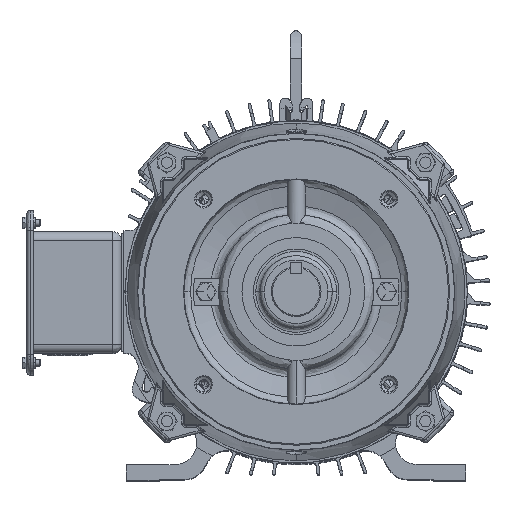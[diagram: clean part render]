
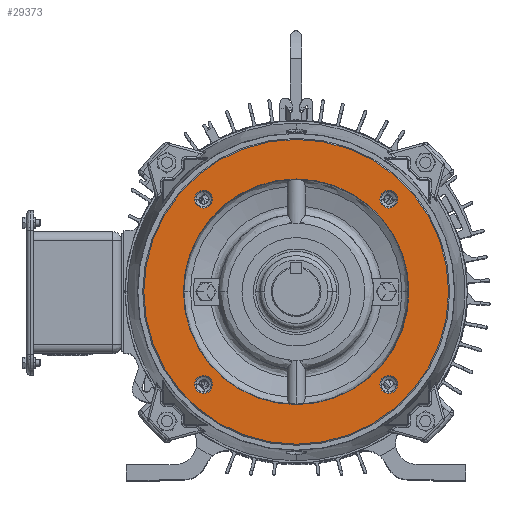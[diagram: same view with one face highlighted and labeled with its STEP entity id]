
A CAD part, top view. The second image highlights one B-rep face of the part: STEP entity #29373.
In plain terms, the highlighted planar face has unit normal (0, 0, 1).
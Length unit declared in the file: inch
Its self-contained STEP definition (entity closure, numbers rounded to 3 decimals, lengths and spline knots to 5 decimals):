
#68 = ORIENTED_EDGE ( 'NONE', *, *, #163736, .F. ) ;
#178 = EDGE_CURVE ( 'NONE', #27687, #45068, #34758, .T. ) ;
#1037 = FACE_BOUND ( 'NONE', #2510, .T. ) ;
#1327 = AXIS2_PLACEMENT_3D ( 'NONE', #81522, #122484, #66287 ) ;
#2510 = EDGE_LOOP ( 'NONE', ( #67183, #60040 ) ) ;
#5773 = CARTESIAN_POINT ( 'NONE',  ( 2.56326, 2.31826, 7.55 ) ) ;
#8523 = AXIS2_PLACEMENT_3D ( 'NONE', #132452, #63495, #110993 ) ;
#10426 = DIRECTION ( 'NONE',  ( 0., 0., 1. ) ) ;
#11299 = EDGE_CURVE ( 'NONE', #31491, #52634, #18610, .T. ) ;
#11484 = CARTESIAN_POINT ( 'NONE',  ( -2.56326, 2.80826, 7.55 ) ) ;
#14784 = CARTESIAN_POINT ( 'NONE',  ( 2.56326, 2.80826, 7.55 ) ) ;
#16217 = DIRECTION ( 'NONE',  ( 0., 0., 1. ) ) ;
#16406 = CARTESIAN_POINT ( 'NONE',  ( -2.56326, -2.80826, 7.55 ) ) ;
#17419 = CARTESIAN_POINT ( 'NONE',  ( -2.56326, -2.56326, 7.55 ) ) ;
#17548 = CARTESIAN_POINT ( 'NONE',  ( -2.56326, 2.56326, 7.55 ) ) ;
#18231 = AXIS2_PLACEMENT_3D ( 'NONE', #17419, #16217, #113980 ) ;
#18610 = CIRCLE ( 'NONE', #52738, 3.1227 ) ;
#19321 = ORIENTED_EDGE ( 'NONE', *, *, #113994, .F. ) ;
#21605 = DIRECTION ( 'NONE',  ( 0., 0., -1. ) ) ;
#25012 = ORIENTED_EDGE ( 'NONE', *, *, #11299, .F. ) ;
#26139 = CARTESIAN_POINT ( 'NONE',  ( -2.56326, -2.56326, 7.55 ) ) ;
#27203 = CARTESIAN_POINT ( 'NONE',  ( 4.21925, 0., 7.55 ) ) ;
#27287 = FACE_BOUND ( 'NONE', #121786, .T. ) ;
#27687 = VERTEX_POINT ( 'NONE', #14784 ) ;
#28201 = VERTEX_POINT ( 'NONE', #28488 ) ;
#28488 = CARTESIAN_POINT ( 'NONE',  ( 2.56326, -2.31826, 7.55 ) ) ;
#29110 = CIRCLE ( 'NONE', #8523, 0.245 ) ;
#29373 = ADVANCED_FACE ( 'NONE', ( #27287, #162652, #1037, #31701, #40446, #84114 ), #41984, .F. ) ;
#30243 = DIRECTION ( 'NONE',  ( 0., 0., 1. ) ) ;
#31491 = VERTEX_POINT ( 'NONE', #91763 ) ;
#31701 = FACE_BOUND ( 'NONE', #49488, .T. ) ;
#34758 = CIRCLE ( 'NONE', #95792, 0.245 ) ;
#35377 = CARTESIAN_POINT ( 'NONE',  ( 0., 0., 7.55 ) ) ;
#36325 = CARTESIAN_POINT ( 'NONE',  ( 0., -3.1227, 7.55 ) ) ;
#36968 = AXIS2_PLACEMENT_3D ( 'NONE', #26139, #81171, #69541 ) ;
#38480 = CIRCLE ( 'NONE', #88986, 3.1227 ) ;
#40446 = FACE_BOUND ( 'NONE', #87964, .T. ) ;
#40769 = CARTESIAN_POINT ( 'NONE',  ( 0., 1.23, 7.55 ) ) ;
#41984 = PLANE ( 'NONE',  #146212 ) ;
#42421 = DIRECTION ( 'NONE',  ( 0., 0., 1. ) ) ;
#43981 = ORIENTED_EDGE ( 'NONE', *, *, #81470, .F. ) ;
#45068 = VERTEX_POINT ( 'NONE', #5773 ) ;
#45677 = ORIENTED_EDGE ( 'NONE', *, *, #103395, .F. ) ;
#47101 = DIRECTION ( 'NONE',  ( -1., 0., 0. ) ) ;
#48265 = VERTEX_POINT ( 'NONE', #16406 ) ;
#48805 = CIRCLE ( 'NONE', #149925, 0.245 ) ;
#49488 = EDGE_LOOP ( 'NONE', ( #69200, #69770 ) ) ;
#50974 = CARTESIAN_POINT ( 'NONE',  ( 0., 0., 7.55 ) ) ;
#51503 = CIRCLE ( 'NONE', #159904, 4.21925 ) ;
#52634 = VERTEX_POINT ( 'NONE', #36325 ) ;
#52738 = AXIS2_PLACEMENT_3D ( 'NONE', #161080, #77545, #108660 ) ;
#54891 = DIRECTION ( 'NONE',  ( 0., 0., -1. ) ) ;
#58687 = AXIS2_PLACEMENT_3D ( 'NONE', #17548, #168950, #59792 ) ;
#59792 = DIRECTION ( 'NONE',  ( 0., -1., 0. ) ) ;
#60040 = ORIENTED_EDGE ( 'NONE', *, *, #110216, .F. ) ;
#60560 = CARTESIAN_POINT ( 'NONE',  ( 2.56326, -2.56326, 7.55 ) ) ;
#63495 = DIRECTION ( 'NONE',  ( 0., 0., 1. ) ) ;
#63583 = VERTEX_POINT ( 'NONE', #166931 ) ;
#64052 = CIRCLE ( 'NONE', #1327, 0.245 ) ;
#66287 = DIRECTION ( 'NONE',  ( 0., -1., 0. ) ) ;
#67183 = ORIENTED_EDGE ( 'NONE', *, *, #167169, .F. ) ;
#68454 = CARTESIAN_POINT ( 'NONE',  ( -2.56326, 2.56326, 7.55 ) ) ;
#69200 = ORIENTED_EDGE ( 'NONE', *, *, #98106, .F. ) ;
#69541 = DIRECTION ( 'NONE',  ( 0., -1., 0. ) ) ;
#69770 = ORIENTED_EDGE ( 'NONE', *, *, #178, .F. ) ;
#70596 = CARTESIAN_POINT ( 'NONE',  ( 0., 0., 7.55 ) ) ;
#71364 = CIRCLE ( 'NONE', #36968, 0.245 ) ;
#71759 = DIRECTION ( 'NONE',  ( 0., -1., 0. ) ) ;
#74546 = DIRECTION ( 'NONE',  ( 0., 0., 1. ) ) ;
#77545 = DIRECTION ( 'NONE',  ( 0., 0., 1. ) ) ;
#78355 = EDGE_LOOP ( 'NONE', ( #68, #43981 ) ) ;
#81171 = DIRECTION ( 'NONE',  ( 0., 0., 1. ) ) ;
#81470 = EDGE_CURVE ( 'NONE', #63583, #48265, #102088, .T. ) ;
#81522 = CARTESIAN_POINT ( 'NONE',  ( 2.56326, -2.56326, 7.55 ) ) ;
#84043 = DIRECTION ( 'NONE',  ( 0., -1., 0. ) ) ;
#84114 = FACE_OUTER_BOUND ( 'NONE', #118381, .T. ) ;
#85774 = CARTESIAN_POINT ( 'NONE',  ( 2.56326, -2.80826, 7.55 ) ) ;
#87964 = EDGE_LOOP ( 'NONE', ( #45677, #25012 ) ) ;
#88986 = AXIS2_PLACEMENT_3D ( 'NONE', #70596, #30243, #84043 ) ;
#89497 = ORIENTED_EDGE ( 'NONE', *, *, #164538, .F. ) ;
#91763 = CARTESIAN_POINT ( 'NONE',  ( 0., 3.1227, 7.55 ) ) ;
#95792 = AXIS2_PLACEMENT_3D ( 'NONE', #126107, #42421, #71759 ) ;
#96051 = VERTEX_POINT ( 'NONE', #11484 ) ;
#98106 = EDGE_CURVE ( 'NONE', #45068, #27687, #29110, .T. ) ;
#102088 = CIRCLE ( 'NONE', #18231, 0.245 ) ;
#103395 = EDGE_CURVE ( 'NONE', #52634, #31491, #38480, .T. ) ;
#108208 = DIRECTION ( 'NONE',  ( 0., -1., 0. ) ) ;
#108660 = DIRECTION ( 'NONE',  ( 0., -1., 0. ) ) ;
#110216 = EDGE_CURVE ( 'NONE', #96051, #133160, #144173, .T. ) ;
#110993 = DIRECTION ( 'NONE',  ( 0., -1., 0. ) ) ;
#113980 = DIRECTION ( 'NONE',  ( 0., -1., 0. ) ) ;
#113994 = EDGE_CURVE ( 'NONE', #28201, #124737, #176727, .T. ) ;
#118381 = EDGE_LOOP ( 'NONE', ( #89497, #143866 ) ) ;
#121221 = AXIS2_PLACEMENT_3D ( 'NONE', #60560, #74546, #155680 ) ;
#121786 = EDGE_LOOP ( 'NONE', ( #161210, #19321 ) ) ;
#122484 = DIRECTION ( 'NONE',  ( 0., 0., 1. ) ) ;
#124737 = VERTEX_POINT ( 'NONE', #85774 ) ;
#126107 = CARTESIAN_POINT ( 'NONE',  ( 2.56326, 2.56326, 7.55 ) ) ;
#126416 = CARTESIAN_POINT ( 'NONE',  ( -4.21925, 0., 7.55 ) ) ;
#127979 = CIRCLE ( 'NONE', #128232, 4.21925 ) ;
#128232 = AXIS2_PLACEMENT_3D ( 'NONE', #50974, #21605, #174233 ) ;
#130724 = DIRECTION ( 'NONE',  ( 0., 0., -1. ) ) ;
#132452 = CARTESIAN_POINT ( 'NONE',  ( 2.56326, 2.56326, 7.55 ) ) ;
#133160 = VERTEX_POINT ( 'NONE', #180146 ) ;
#134054 = VERTEX_POINT ( 'NONE', #126416 ) ;
#143866 = ORIENTED_EDGE ( 'NONE', *, *, #155941, .F. ) ;
#144173 = CIRCLE ( 'NONE', #58687, 0.245 ) ;
#145744 = VERTEX_POINT ( 'NONE', #27203 ) ;
#146212 = AXIS2_PLACEMENT_3D ( 'NONE', #40769, #54891, #166466 ) ;
#149925 = AXIS2_PLACEMENT_3D ( 'NONE', #68454, #10426, #108208 ) ;
#155680 = DIRECTION ( 'NONE',  ( 0., -1., 0. ) ) ;
#155941 = EDGE_CURVE ( 'NONE', #145744, #134054, #51503, .T. ) ;
#159904 = AXIS2_PLACEMENT_3D ( 'NONE', #35377, #130724, #47101 ) ;
#161080 = CARTESIAN_POINT ( 'NONE',  ( 0., 0., 7.55 ) ) ;
#161210 = ORIENTED_EDGE ( 'NONE', *, *, #166789, .F. ) ;
#162652 = FACE_BOUND ( 'NONE', #78355, .T. ) ;
#163736 = EDGE_CURVE ( 'NONE', #48265, #63583, #71364, .T. ) ;
#164538 = EDGE_CURVE ( 'NONE', #134054, #145744, #127979, .T. ) ;
#166466 = DIRECTION ( 'NONE',  ( -1., 0., 0. ) ) ;
#166789 = EDGE_CURVE ( 'NONE', #124737, #28201, #64052, .T. ) ;
#166931 = CARTESIAN_POINT ( 'NONE',  ( -2.56326, -2.31826, 7.55 ) ) ;
#167169 = EDGE_CURVE ( 'NONE', #133160, #96051, #48805, .T. ) ;
#168950 = DIRECTION ( 'NONE',  ( 0., 0., 1. ) ) ;
#174233 = DIRECTION ( 'NONE',  ( -1., 0., 0. ) ) ;
#176727 = CIRCLE ( 'NONE', #121221, 0.245 ) ;
#180146 = CARTESIAN_POINT ( 'NONE',  ( -2.56326, 2.31826, 7.55 ) ) ;
